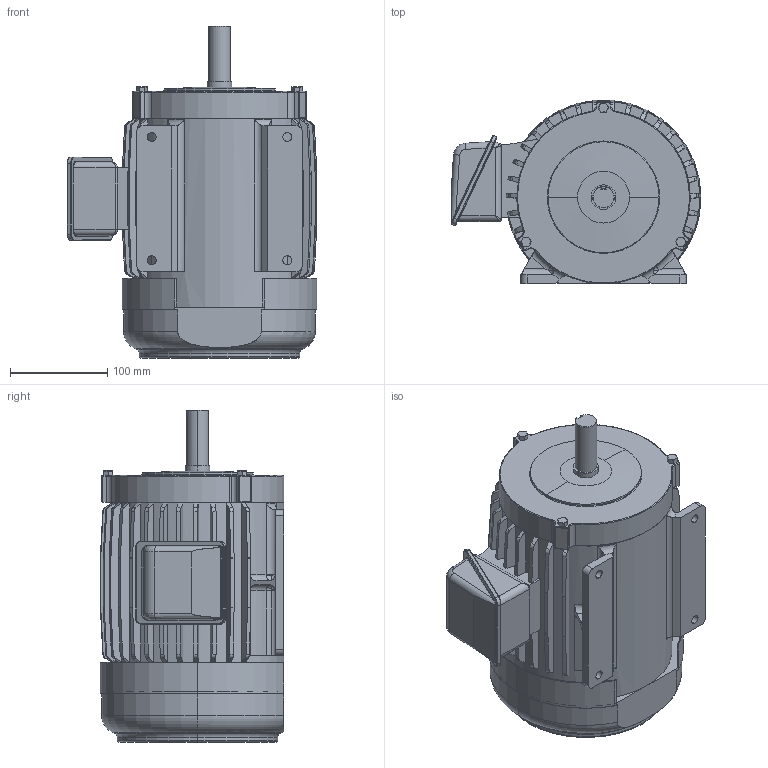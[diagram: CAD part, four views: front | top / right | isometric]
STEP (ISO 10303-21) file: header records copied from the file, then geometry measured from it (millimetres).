
FILE_DESCRIPTION(/* description */ (''),/* implementation_level */ '2;1');
FILE_NAME(/* name */ '2HP induction motor v2.step',/* time_stamp */ '2021-01-10T23:41:38+05:00',/* author */ (''),/* organization */ (''),/* preprocessor_version */ 'ST-DEVELOPER v18.1',/* originating_system */ 'Autodesk Translation Framework v9.7.1.1290',/* authorisation */ '');
FILE_SCHEMA (('AUTOMOTIVE_DESIGN { 1 0 10303 214 3 1 1 }'));
Length unit declared in the file: millimetre
Products named in the file (2): 2HP induction motor; TECO 2HP 145T
Assembly tree (1 placements, depth 2):
  2HP induction motor
    TECO 2HP 145T
Bounding box: 257.3 x 189.31 x 341.88 mm (x, y, z)
Surface area: 374502.5 mm2 (no closed solid volume)
Topology: 0 solids, 577 shells, 577 faces, 2901 edges, 2889 vertices
Faces by surface type: cylinder 151, plane 150, cone 110, bspline 102, torus 41, sphere 23
Entity records: 47818 total; most frequent: CARTESIAN_POINT 25029, DIRECTION 4423, EDGE_CURVE 2890, ORIENTED_EDGE 2890, VERTEX_POINT 2889, AXIS2_PLACEMENT_3D 1689, CIRCLE 1209, LINE 1045
